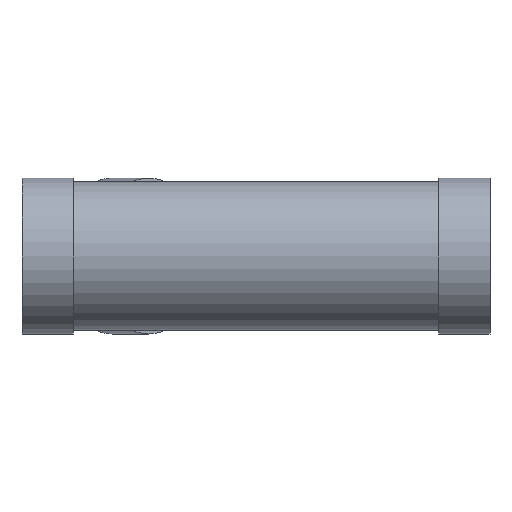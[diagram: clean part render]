
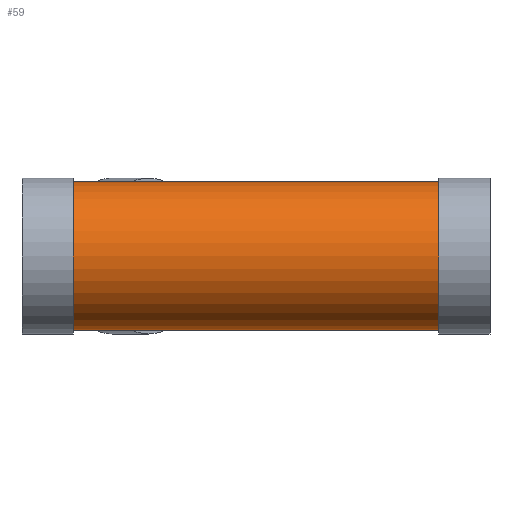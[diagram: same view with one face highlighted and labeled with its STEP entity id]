
A CAD part, front view. The second image highlights one B-rep face of the part: STEP entity #59.
In plain terms, the highlighted cylindrical face has radius 62.5 mm (diameter 125 mm), a full revolution.
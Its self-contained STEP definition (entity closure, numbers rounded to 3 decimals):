
#59 = ADVANCED_FACE( '', ( #130, #131, #132 ), #133, .T. );
#130 = FACE_OUTER_BOUND( '', #215, .T. );
#131 = FACE_BOUND( '', #216, .T. );
#132 = FACE_OUTER_BOUND( '', #217, .T. );
#133 = CYLINDRICAL_SURFACE( '', #218, 62.5 );
#215 = EDGE_LOOP( '', ( #310 ) );
#216 = EDGE_LOOP( '', ( #311, #312 ) );
#217 = EDGE_LOOP( '', ( #313 ) );
#218 = AXIS2_PLACEMENT_3D( '', #314, #315, #316 );
#310 = ORIENTED_EDGE( '', *, *, #386, .T. );
#311 = ORIENTED_EDGE( '', *, *, #402, .F. );
#312 = ORIENTED_EDGE( '', *, *, #403, .F. );
#313 = ORIENTED_EDGE( '', *, *, #404, .F. );
#314 = CARTESIAN_POINT( '', ( 196.5, 0., 0. ) );
#315 = DIRECTION( '', ( -1., 0., 0. ) );
#316 = DIRECTION( '', ( 0., 0., -1. ) );
#386 = EDGE_CURVE( '', #430, #430, #431, .T. );
#402 = EDGE_CURVE( '', #455, #456, #457, .F. );
#403 = EDGE_CURVE( '', #456, #455, #458, .F. );
#404 = EDGE_CURVE( '', #459, #459, #460, .T. );
#430 = VERTEX_POINT( '', #493 );
#431 = CIRCLE( '', #494, 62.5 );
#455 = VERTEX_POINT( '', #518 );
#456 = VERTEX_POINT( '', #519 );
#457 = ELLIPSE( '', #520, 163.32, 62.5 );
#458 = ELLIPSE( '', #521, 67.65, 62.5 );
#459 = VERTEX_POINT( '', #522 );
#460 = CIRCLE( '', #523, 62.5 );
#493 = CARTESIAN_POINT( '', ( -153.5, 0., -62.5 ) );
#494 = AXIS2_PLACEMENT_3D( '', #557, #558, #559 );
#518 = CARTESIAN_POINT( '', ( 62.5, 0., -62.5 ) );
#519 = CARTESIAN_POINT( '', ( 62.5, 0., 62.5 ) );
#520 = AXIS2_PLACEMENT_3D( '', #584, #585, #586 );
#521 = AXIS2_PLACEMENT_3D( '', #587, #588, #589 );
#522 = CARTESIAN_POINT( '', ( 153.5, 0., -62.5 ) );
#523 = AXIS2_PLACEMENT_3D( '', #590, #591, #592 );
#557 = CARTESIAN_POINT( '', ( -153.5, 0., 0. ) );
#558 = DIRECTION( '', ( 1., 0., 0. ) );
#559 = DIRECTION( '', ( 0., 0., -1. ) );
#584 = CARTESIAN_POINT( '', ( 62.5, 0., 0. ) );
#585 = DIRECTION( '', ( -0.383, -0.924, 0. ) );
#586 = DIRECTION( '', ( 0.924, -0.383, 0. ) );
#587 = CARTESIAN_POINT( '', ( 62.5, 0., 0. ) );
#588 = DIRECTION( '', ( 0.924, -0.383, 0. ) );
#589 = DIRECTION( '', ( -0.383, -0.924, 0. ) );
#590 = CARTESIAN_POINT( '', ( 153.5, 0., 0. ) );
#591 = DIRECTION( '', ( 1., 0., 0. ) );
#592 = DIRECTION( '', ( 0., 0., -1. ) );
